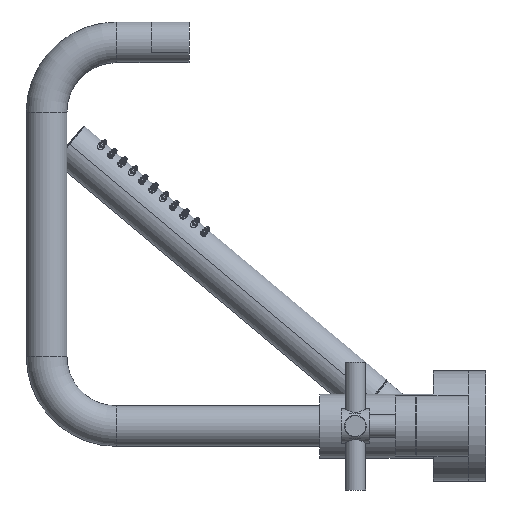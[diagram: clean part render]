
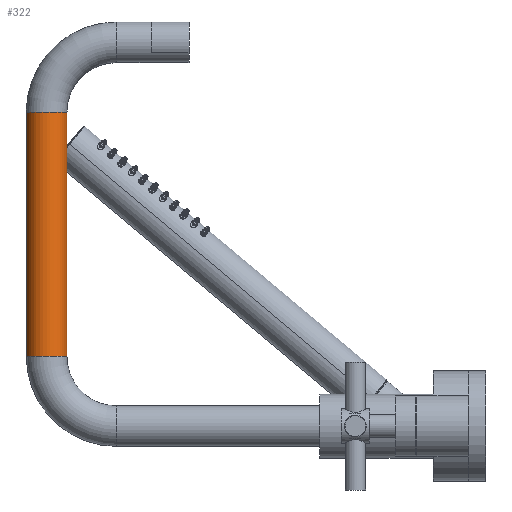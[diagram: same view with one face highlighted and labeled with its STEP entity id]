
A CAD part, left-side view. The second image highlights one B-rep face of the part: STEP entity #322.
In plain terms, the highlighted cylindrical face has radius 11.113 mm (diameter 22.225 mm), a partial arc.
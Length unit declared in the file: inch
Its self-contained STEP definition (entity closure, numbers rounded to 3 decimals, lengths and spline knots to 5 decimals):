
#58=CARTESIAN_POINT('',(0.,9.414,6.75));
#59=DIRECTION('',(0.,0.,-1.));
#60=DIRECTION('',(0.,-1.,0.));
#61=AXIS2_PLACEMENT_3D('',#58,#59,#60);
#63=DIRECTION('',(0.,0.,-1.));
#64=VECTOR('',#63,5.25);
#65=CARTESIAN_POINT('',(0.,8.9765,6.75));
#66=LINE('',#65,#64);
#72=DIRECTION('',(0.,0.,-1.));
#73=VECTOR('',#72,5.25);
#74=CARTESIAN_POINT('',(0.,9.8515,6.75));
#75=LINE('',#74,#73);
#86=CARTESIAN_POINT('',(0.,9.414,1.5));
#87=DIRECTION('',(0.,0.,-1.));
#88=DIRECTION('',(0.,-1.,0.));
#89=AXIS2_PLACEMENT_3D('',#86,#87,#88);
#200=CARTESIAN_POINT('',(0.,8.9765,6.75));
#201=CARTESIAN_POINT('',(0.,9.8515,6.75));
#202=VERTEX_POINT('',#200);
#203=VERTEX_POINT('',#201);
#204=CARTESIAN_POINT('',(0.,8.9765,1.5));
#205=CARTESIAN_POINT('',(0.,9.8515,1.5));
#206=VERTEX_POINT('',#204);
#207=VERTEX_POINT('',#205);
#308=CARTESIAN_POINT('',(0.,9.414,6.75));
#309=DIRECTION('',(0.,0.,-1.));
#310=DIRECTION('',(0.,-1.,0.));
#311=AXIS2_PLACEMENT_3D('',#308,#309,#310);
#312=CYLINDRICAL_SURFACE('',#311,0.4375);
#313=ORIENTED_EDGE('',*,*,#302,.F.);
#315=ORIENTED_EDGE('',*,*,#314,.T.);
#317=ORIENTED_EDGE('',*,*,#316,.T.);
#319=ORIENTED_EDGE('',*,*,#318,.F.);
#320=EDGE_LOOP('',(#313,#315,#317,#319));
#321=FACE_OUTER_BOUND('',#320,.F.);
#322=ADVANCED_FACE('',(#321),#312,.T.);
#62=CIRCLE('',#61,0.4375);
#90=CIRCLE('',#89,0.4375);
#302=EDGE_CURVE('',#202,#203,#62,.T.);
#314=EDGE_CURVE('',#202,#206,#66,.T.);
#316=EDGE_CURVE('',#206,#207,#90,.T.);
#318=EDGE_CURVE('',#203,#207,#75,.T.);
